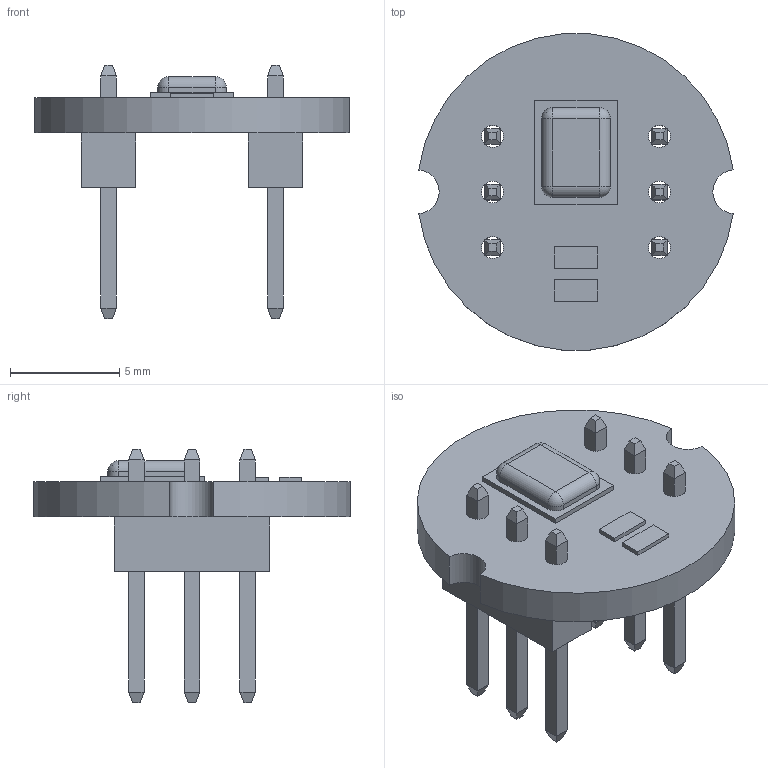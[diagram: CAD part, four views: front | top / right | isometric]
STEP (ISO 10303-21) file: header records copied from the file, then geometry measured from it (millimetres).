
FILE_DESCRIPTION(/* description */ (''),/* implementation_level */ '2;1');
FILE_NAME(/* name */ 'Microfone v3.step',/* time_stamp */ '2022-09-12T14:21:22-03:00',/* author */ (''),/* organization */ (''),/* preprocessor_version */ 'ST-DEVELOPER v19',/* originating_system */ 'Autodesk Translation Framework v11.7.0.108',/* authorisation */ '');
FILE_SCHEMA (('AUTOMOTIVE_DESIGN { 1 0 10303 214 3 1 1 }'));
Length unit declared in the file: millimetre
Products named in the file (3): Microfone; mic-INMP441 v1; Product
Assembly tree (2 placements, depth 3):
  Microfone
    mic-INMP441 v1
      Product
Bounding box: 14.36 x 14.45 x 11.6 mm (x, y, z)
Volume: 374.4 mm3; surface area: 836.3 mm2
Topology: 9 solids, 9 shells, 159 faces, 402 edges, 264 vertices
Faces by surface type: plane 118, cylinder 37, sphere 4
Full cylindrical faces by diameter (mm): 1 x1
Entity records: 4840 total; most frequent: CARTESIAN_POINT 829, DIRECTION 805, ORIENTED_EDGE 802, EDGE_CURVE 401, LINE 325, VECTOR 325, VERTEX_POINT 264, AXIS2_PLACEMENT_3D 240
